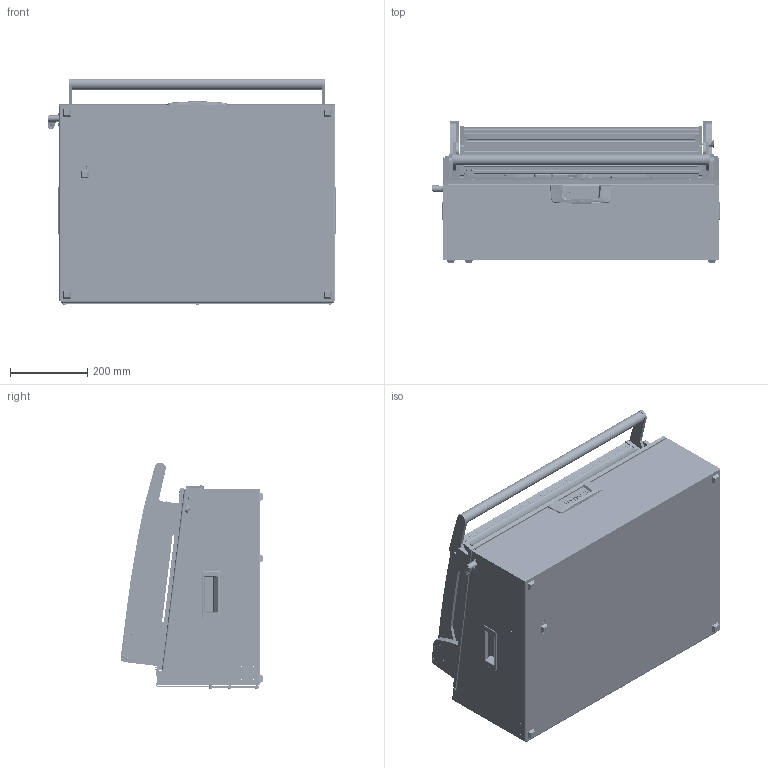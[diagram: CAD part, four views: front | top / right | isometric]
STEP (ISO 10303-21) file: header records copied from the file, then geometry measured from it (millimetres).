
FILE_DESCRIPTION (( 'STEP AP203' ), '1' );
FILE_NAME ('INGUN_42290.STEP', '2023-07-17T09:50:50', ( '' ), ( '' ), 'SwSTEP 2.0', 'SolidWorks 2021', '' );
FILE_SCHEMA (( 'CONFIG_CONTROL_DESIGN' ));
Length unit declared in the file: millimetre
Products named in the file (107): 20901~0_Abstand 296<Standard>; 2281~0; 112087~1_S; 40335~0_S; ISO7380~n_M05,0x030; 31253~0_S; 109952~0_KUNDE<S>; K_02038~0; DIN6325~n_04,0m6x016; 35097~0; 29805~4_geschlossen<S>; 40326~1_S; 109830~1_S; INGUN_42290; 38564~0; 39893~3_KUNDE<S>; 34328~1_S; 40327~1; 40324~2_S; 31446~16_KUNDE<S>; ISO7380~n_M05,0x008; 114921~0_S; ISO7380~n_M04,0x008; 8804~0; 110443~0_S; 2281~0_180ø<Standard>; 110322~4_S; 40323~10; 31444~14_KUNDE<S>; 47523~0_S; 114912~0_S; 30915~0; DIN6325~n_03,0m6x010; DIN912~n_M04,0x012; ISO7380~n_M03,0x005; DIN914~n_M04,0x05; DIN125~n_06,4 M06,0 Fase; DIN6325~n_02,0m6x020; K_02037~0; DIN7991~n_M05,0x025 ...
Assembly tree (229 placements, depth 6):
  INGUN_42290
    114912~0_S
      42689~3
      30758~0_S  x2
        30758_01~0_S
        30758_02~0_S
        38564~0
      20902~0
      DIN985-A2~n_M05,0  x3
      DIN7991~n_M05,0x012  x2
      32462~0_S
      DIN7991~n_M05,0x016
      DIN125~n_05,3 M05,0 Fase  x2
      8804~0
      20901~0_Abstand 296<Standard>
        20901~0_ohne Schiebeteil<Standard>
        20901_01~0
      2720~0  x5
      53032~0_S
      32171~0_S
      29805~4_geschlossen<S>
        110322~4_S
        110705~2_S
        30984~0_S
        110231~1_S
        110443~0_S
        30112~0
        ISO7380~n_M05,0x030
        ISO7380~n_M04,0x008  x2
        DIN914~n_M04,0x05
      35334~0_S
    38440~7_KUNDE<S>
      109830~1_S
        40323~10
        40324~2_S
        37971~8_S
        37972~6_S
        2281~0_180ø<Standard>  x3
          2281~0
        40333~2_S
        53031~0_S
        35649~1_S
        35651~1_S
        31253~0_S
        30955~0_S
        30915~0
        ASR~asr_拱04,2x07x拌8  x2
        2528~0  x2
        31109~0
        114566~0_S  x2
          112087~1_S
            111995~2_S
            112086~2_S
            DIN125~n_05,3 M05,0 Fase
          49317~0
          DIN912~n_M04,0x016
          DIN125~n_04,3 M04,0
          DIN125~n_06,4 M06,0 Fase
        40325~1_S
        40326~1_S
Bounding box: 747.5 x 369.75 x 587.12 mm (x, y, z)
Volume: 7539018.3 mm3; surface area: 4435776 mm2
Topology: 232 solids, 232 shells, 5830 faces, 14569 edges, 9252 vertices
Faces by surface type: cylinder 2381, plane 2235, cone 783, bspline 234, sphere 100, torus 97
Entity records: 128223 total; most frequent: CARTESIAN_POINT 29208, DIRECTION 18428, ORIENTED_EDGE 17016, EDGE_CURVE 8508, AXIS2_PLACEMENT_3D 6949, VERTEX_POINT 5473, VECTOR 4530, LINE 4530
